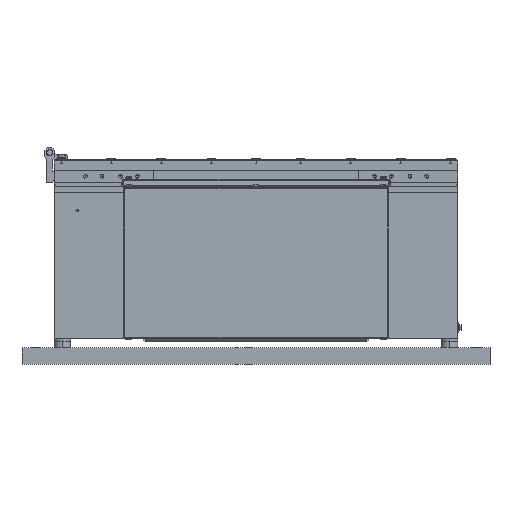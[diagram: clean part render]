
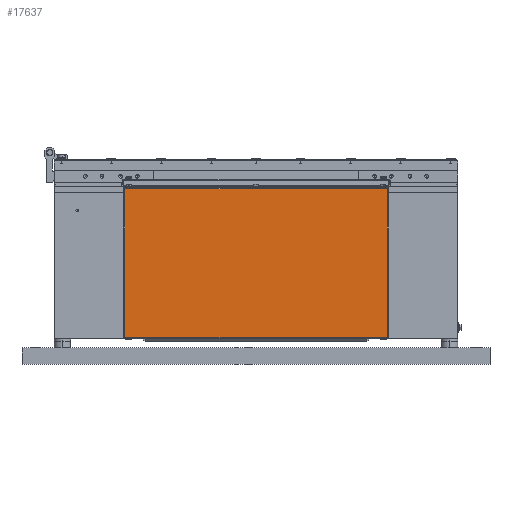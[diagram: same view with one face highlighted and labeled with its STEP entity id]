
A CAD part, front view. The second image highlights one B-rep face of the part: STEP entity #17637.
In plain terms, the highlighted face is planar.
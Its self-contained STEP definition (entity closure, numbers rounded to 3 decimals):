
#146 = LINE ( 'NONE', #37978, #12268 ) ;
#278 = CARTESIAN_POINT ( 'NONE',  ( 237.5, 2.5, 180. ) ) ;
#1250 = CARTESIAN_POINT ( 'NONE',  ( 237.5, 274., 180. ) ) ;
#2821 = CARTESIAN_POINT ( 'NONE',  ( -240., 2.5, 180. ) ) ;
#4680 = CARTESIAN_POINT ( 'NONE',  ( -237.5, 274., 180. ) ) ;
#8766 = DIRECTION ( 'NONE',  ( 0., -1., 0. ) ) ;
#9436 = EDGE_CURVE ( 'NONE', #50894, #33077, #31112, .T. ) ;
#10268 = EDGE_CURVE ( 'NONE', #14760, #50894, #32401, .T. ) ;
#10697 = VECTOR ( 'NONE', #49506, 1000. ) ;
#12268 = VECTOR ( 'NONE', #46137, 1000. ) ;
#14088 = CARTESIAN_POINT ( 'NONE',  ( -237.5, 2.5, 180. ) ) ;
#14760 = VERTEX_POINT ( 'NONE', #14088 ) ;
#15307 = LINE ( 'NONE', #4680, #26168 ) ;
#17418 = DIRECTION ( 'NONE',  ( -1., 0., 0. ) ) ;
#17637 = ADVANCED_FACE ( 'NONE', ( #25355 ), #37700, .F. ) ;
#18711 = EDGE_LOOP ( 'NONE', ( #37576, #19159, #29501, #36390 ) ) ;
#19159 = ORIENTED_EDGE ( 'NONE', *, *, #9436, .T. ) ;
#20867 = DIRECTION ( 'NONE',  ( 1., 0., 0. ) ) ;
#24384 = VERTEX_POINT ( 'NONE', #39026 ) ;
#25355 = FACE_OUTER_BOUND ( 'NONE', #18711, .T. ) ;
#25985 = EDGE_CURVE ( 'NONE', #24384, #14760, #15307, .T. ) ;
#26168 = VECTOR ( 'NONE', #8766, 1000. ) ;
#28580 = AXIS2_PLACEMENT_3D ( 'NONE', #37513, #41761, #17418 ) ;
#29501 = ORIENTED_EDGE ( 'NONE', *, *, #32120, .T. ) ;
#31112 = LINE ( 'NONE', #1250, #10697 ) ;
#32120 = EDGE_CURVE ( 'NONE', #33077, #24384, #146, .T. ) ;
#32401 = LINE ( 'NONE', #2821, #41888 ) ;
#33077 = VERTEX_POINT ( 'NONE', #52063 ) ;
#36390 = ORIENTED_EDGE ( 'NONE', *, *, #25985, .T. ) ;
#37513 = CARTESIAN_POINT ( 'NONE',  ( -240., 274., 180. ) ) ;
#37576 = ORIENTED_EDGE ( 'NONE', *, *, #10268, .T. ) ;
#37700 = PLANE ( 'NONE',  #28580 ) ;
#37978 = CARTESIAN_POINT ( 'NONE',  ( -240., 271.5, 180. ) ) ;
#39026 = CARTESIAN_POINT ( 'NONE',  ( -237.5, 271.5, 180. ) ) ;
#41761 = DIRECTION ( 'NONE',  ( 0., 0., -1. ) ) ;
#41888 = VECTOR ( 'NONE', #20867, 1000. ) ;
#46137 = DIRECTION ( 'NONE',  ( -1., 0., 0. ) ) ;
#49506 = DIRECTION ( 'NONE',  ( 0., 1., 0. ) ) ;
#50894 = VERTEX_POINT ( 'NONE', #278 ) ;
#52063 = CARTESIAN_POINT ( 'NONE',  ( 237.5, 271.5, 180. ) ) ;
